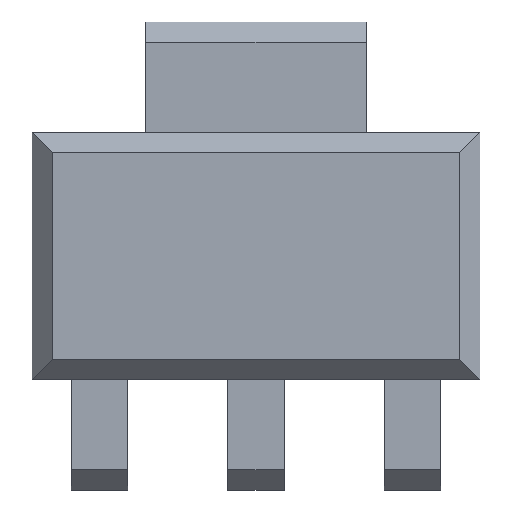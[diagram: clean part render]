
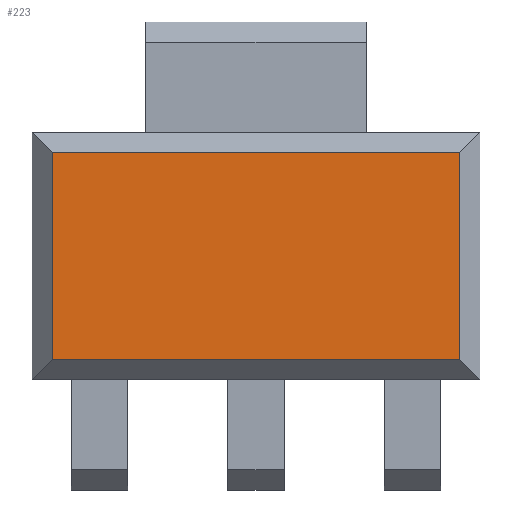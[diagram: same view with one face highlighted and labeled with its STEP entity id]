
A CAD part, top view. The second image highlights one B-rep face of the part: STEP entity #223.
In plain terms, the highlighted planar face has unit normal (0, 0, 1).
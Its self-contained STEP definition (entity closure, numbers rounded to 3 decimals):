
#108 = VERTEX_POINT('',#109);
#109 = CARTESIAN_POINT('',(-3.05,1.55,1.7));
#117 = VERTEX_POINT('',#118);
#118 = CARTESIAN_POINT('',(3.05,1.55,1.7));
#124 = EDGE_CURVE('',#108,#117,#125,.T.);
#125 = LINE('',#126,#127);
#126 = CARTESIAN_POINT('',(-3.35,1.55,1.7));
#127 = VECTOR('',#128,1.);
#128 = DIRECTION('',(1.,0.,0.));
#204 = VERTEX_POINT('',#205);
#205 = CARTESIAN_POINT('',(-3.05,-1.55,1.7));
#213 = EDGE_CURVE('',#204,#108,#214,.T.);
#214 = LINE('',#215,#216);
#215 = CARTESIAN_POINT('',(-3.05,-1.85,1.7));
#216 = VECTOR('',#217,1.);
#217 = DIRECTION('',(0.,1.,0.));
#223 = ADVANCED_FACE('',(#224),#242,.T.);
#224 = FACE_BOUND('',#225,.T.);
#225 = EDGE_LOOP('',(#226,#227,#228,#236));
#226 = ORIENTED_EDGE('',*,*,#124,.F.);
#227 = ORIENTED_EDGE('',*,*,#213,.F.);
#228 = ORIENTED_EDGE('',*,*,#229,.F.);
#229 = EDGE_CURVE('',#230,#204,#232,.T.);
#230 = VERTEX_POINT('',#231);
#231 = CARTESIAN_POINT('',(3.05,-1.55,1.7));
#232 = LINE('',#233,#234);
#233 = CARTESIAN_POINT('',(3.35,-1.55,1.7));
#234 = VECTOR('',#235,1.);
#235 = DIRECTION('',(-1.,0.,0.));
#236 = ORIENTED_EDGE('',*,*,#237,.F.);
#237 = EDGE_CURVE('',#117,#230,#238,.T.);
#238 = LINE('',#239,#240);
#239 = CARTESIAN_POINT('',(3.05,1.85,1.7));
#240 = VECTOR('',#241,1.);
#241 = DIRECTION('',(0.,-1.,0.));
#242 = PLANE('',#243);
#243 = AXIS2_PLACEMENT_3D('',#244,#245,#246);
#244 = CARTESIAN_POINT('',(0.,0.,1.7));
#245 = DIRECTION('',(0.,0.,1.));
#246 = DIRECTION('',(1.,0.,0.));
